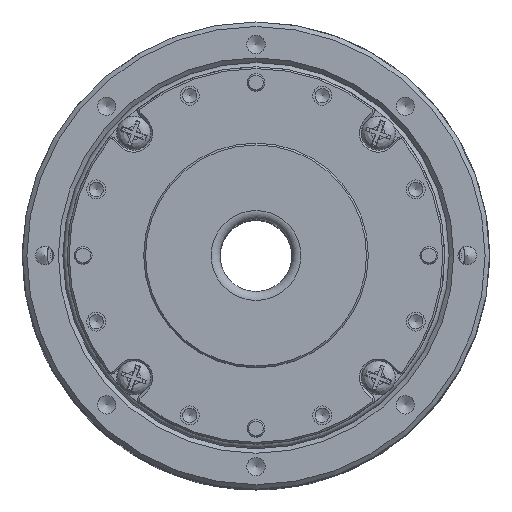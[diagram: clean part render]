
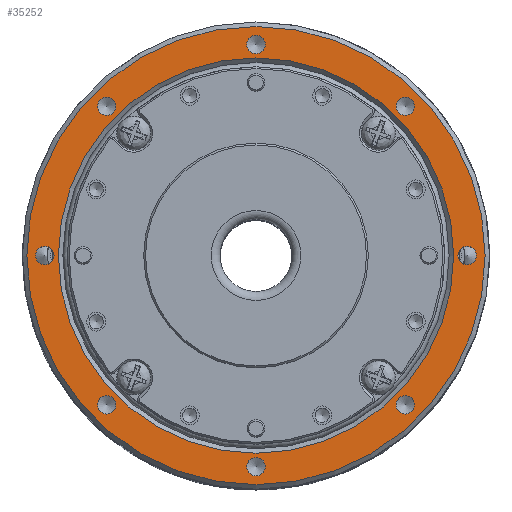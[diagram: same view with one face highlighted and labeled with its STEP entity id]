
A CAD part, top view. The second image highlights one B-rep face of the part: STEP entity #35252.
In plain terms, the highlighted face is planar.
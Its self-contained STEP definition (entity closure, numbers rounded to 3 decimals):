
#9256=FACE_BOUND('',#11656,.T.);
#9257=FACE_BOUND('',#11657,.T.);
#9258=FACE_BOUND('',#11658,.T.);
#9259=FACE_BOUND('',#11659,.T.);
#9260=FACE_BOUND('',#11660,.T.);
#9261=FACE_BOUND('',#11661,.T.);
#9262=FACE_BOUND('',#11662,.T.);
#9263=FACE_BOUND('',#11663,.T.);
#9264=FACE_BOUND('',#11664,.T.);
#9730=FACE_OUTER_BOUND('',#11655,.T.);
#11655=EDGE_LOOP('',(#23987));
#11656=EDGE_LOOP('',(#23988));
#11657=EDGE_LOOP('',(#23989));
#11658=EDGE_LOOP('',(#23990));
#11659=EDGE_LOOP('',(#23991));
#11660=EDGE_LOOP('',(#23992));
#11661=EDGE_LOOP('',(#23993));
#11662=EDGE_LOOP('',(#23994));
#11663=EDGE_LOOP('',(#23995));
#11664=EDGE_LOOP('',(#23996));
#13927=CIRCLE('',#37388,22.);
#13929=CIRCLE('',#37391,25.5);
#13941=CIRCLE('',#37414,1.025);
#13943=CIRCLE('',#37418,1.025);
#13945=CIRCLE('',#37422,1.025);
#13947=CIRCLE('',#37426,1.025);
#13949=CIRCLE('',#37430,1.025);
#13951=CIRCLE('',#37434,1.025);
#13953=CIRCLE('',#37438,1.025);
#13955=CIRCLE('',#37442,1.025);
#15313=VERTEX_POINT('',#51075);
#15315=VERTEX_POINT('',#51081);
#15332=VERTEX_POINT('',#51132);
#15335=VERTEX_POINT('',#51141);
#15338=VERTEX_POINT('',#51150);
#15341=VERTEX_POINT('',#51159);
#15344=VERTEX_POINT('',#51168);
#15347=VERTEX_POINT('',#51177);
#15350=VERTEX_POINT('',#51186);
#15353=VERTEX_POINT('',#51195);
#18619=EDGE_CURVE('',#15313,#15313,#13927,.T.);
#18622=EDGE_CURVE('',#15315,#15315,#13929,.T.);
#18645=EDGE_CURVE('',#15332,#15332,#13941,.T.);
#18649=EDGE_CURVE('',#15335,#15335,#13943,.T.);
#18653=EDGE_CURVE('',#15338,#15338,#13945,.T.);
#18657=EDGE_CURVE('',#15341,#15341,#13947,.T.);
#18661=EDGE_CURVE('',#15344,#15344,#13949,.T.);
#18665=EDGE_CURVE('',#15347,#15347,#13951,.T.);
#18669=EDGE_CURVE('',#15350,#15350,#13953,.T.);
#18673=EDGE_CURVE('',#15353,#15353,#13955,.T.);
#23987=ORIENTED_EDGE('',*,*,#18622,.T.);
#23988=ORIENTED_EDGE('',*,*,#18619,.T.);
#23989=ORIENTED_EDGE('',*,*,#18645,.F.);
#23990=ORIENTED_EDGE('',*,*,#18649,.F.);
#23991=ORIENTED_EDGE('',*,*,#18653,.F.);
#23992=ORIENTED_EDGE('',*,*,#18657,.F.);
#23993=ORIENTED_EDGE('',*,*,#18661,.F.);
#23994=ORIENTED_EDGE('',*,*,#18665,.F.);
#23995=ORIENTED_EDGE('',*,*,#18669,.F.);
#23996=ORIENTED_EDGE('',*,*,#18673,.F.);
#34014=PLANE('',#37494);
#35252=ADVANCED_FACE('',(#9730,#9256,#9257,#9258,#9259,#9260,#9261,#9262,
#9263,#9264),#34014,.F.);
#37388=AXIS2_PLACEMENT_3D('',#51077,#40871,#40872);
#37391=AXIS2_PLACEMENT_3D('',#51083,#40878,#40879);
#37414=AXIS2_PLACEMENT_3D('',#51134,#40935,#40936);
#37418=AXIS2_PLACEMENT_3D('',#51143,#40945,#40946);
#37422=AXIS2_PLACEMENT_3D('',#51152,#40955,#40956);
#37426=AXIS2_PLACEMENT_3D('',#51161,#40965,#40966);
#37430=AXIS2_PLACEMENT_3D('',#51170,#40975,#40976);
#37434=AXIS2_PLACEMENT_3D('',#51179,#40985,#40986);
#37438=AXIS2_PLACEMENT_3D('',#51188,#40995,#40996);
#37442=AXIS2_PLACEMENT_3D('',#51197,#41005,#41006);
#37494=AXIS2_PLACEMENT_3D('',#51327,#41140,#41141);
#40871=DIRECTION('center_axis',(-1.,0.,0.));
#40872=DIRECTION('ref_axis',(0.,-1.,0.));
#40878=DIRECTION('center_axis',(1.,0.,0.));
#40879=DIRECTION('ref_axis',(0.,-1.,0.));
#40935=DIRECTION('center_axis',(1.,0.,0.));
#40936=DIRECTION('ref_axis',(0.,0.,-1.));
#40945=DIRECTION('center_axis',(1.,0.,0.));
#40946=DIRECTION('ref_axis',(0.,0.,-1.));
#40955=DIRECTION('center_axis',(1.,0.,0.));
#40956=DIRECTION('ref_axis',(0.,0.,-1.));
#40965=DIRECTION('center_axis',(1.,0.,0.));
#40966=DIRECTION('ref_axis',(0.,0.,-1.));
#40975=DIRECTION('center_axis',(1.,0.,0.));
#40976=DIRECTION('ref_axis',(0.,0.,-1.));
#40985=DIRECTION('center_axis',(1.,0.,0.));
#40986=DIRECTION('ref_axis',(0.,0.,-1.));
#40995=DIRECTION('center_axis',(1.,0.,0.));
#40996=DIRECTION('ref_axis',(0.,0.,-1.));
#41005=DIRECTION('center_axis',(1.,0.,0.));
#41006=DIRECTION('ref_axis',(0.,0.,-1.));
#41140=DIRECTION('center_axis',(-1.,0.,0.));
#41141=DIRECTION('ref_axis',(0.,-1.,0.));
#51075=CARTESIAN_POINT('',(6.6,-22.,0.));
#51077=CARTESIAN_POINT('Origin',(6.6,0.,
0.));
#51081=CARTESIAN_POINT('',(6.6,25.5,0.));
#51083=CARTESIAN_POINT('Origin',(6.6,0.,
0.));
#51132=CARTESIAN_POINT('',(6.6,16.617,17.642));
#51134=CARTESIAN_POINT('Origin',(6.6,16.617,16.617));
#51141=CARTESIAN_POINT('',(6.6,0.,24.525));
#51143=CARTESIAN_POINT('Origin',(6.6,0.,
23.5));
#51150=CARTESIAN_POINT('',(6.6,-16.617,17.642));
#51152=CARTESIAN_POINT('Origin',(6.6,-16.617,16.617));
#51159=CARTESIAN_POINT('',(6.6,-23.5,1.025));
#51161=CARTESIAN_POINT('Origin',(6.6,-23.5,0.));
#51168=CARTESIAN_POINT('',(6.6,-16.617,-15.592));
#51170=CARTESIAN_POINT('Origin',(6.6,-16.617,-16.617));
#51177=CARTESIAN_POINT('',(6.6,0.,-22.475));
#51179=CARTESIAN_POINT('Origin',(6.6,0.,
-23.5));
#51186=CARTESIAN_POINT('',(6.6,16.617,-15.592));
#51188=CARTESIAN_POINT('Origin',(6.6,16.617,-16.617));
#51195=CARTESIAN_POINT('',(6.6,23.5,1.025));
#51197=CARTESIAN_POINT('Origin',(6.6,23.5,0.));
#51327=CARTESIAN_POINT('Origin',(6.6,26.,0.));
